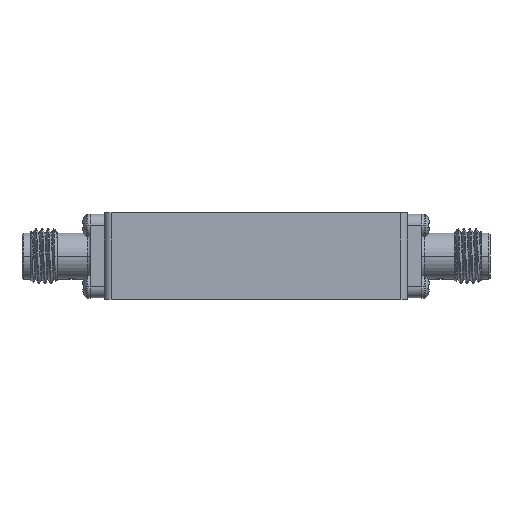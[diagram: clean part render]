
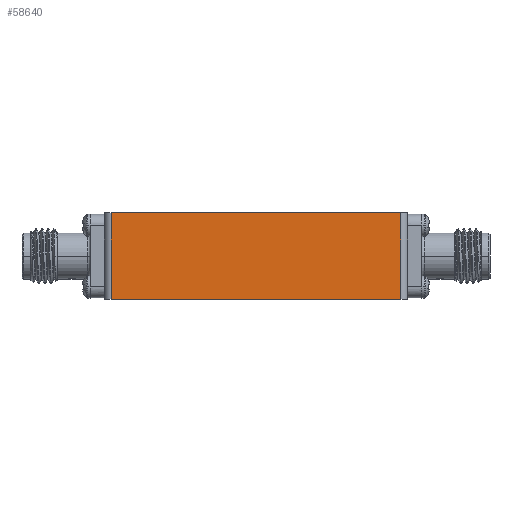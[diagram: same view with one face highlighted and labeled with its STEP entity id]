
A CAD part, left-side view. The second image highlights one B-rep face of the part: STEP entity #58640.
In plain terms, the highlighted planar face has unit normal (-1, 0, 0).
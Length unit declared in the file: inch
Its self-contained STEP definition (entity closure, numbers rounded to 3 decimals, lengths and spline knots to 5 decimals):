
#1053 = ORIENTED_EDGE ( 'NONE', *, *, #43770, .F. ) ;
#1701 = CARTESIAN_POINT ( 'NONE',  ( -1.02362, -0.68898, 0.19685 ) ) ;
#2354 = VECTOR ( 'NONE', #25598, 39.37008 ) ;
#5459 = VERTEX_POINT ( 'NONE', #25123 ) ;
#8357 = CARTESIAN_POINT ( 'NONE',  ( -1.02362, -0.68898, -0.19685 ) ) ;
#8424 = VECTOR ( 'NONE', #12986, 39.37008 ) ;
#8860 = VECTOR ( 'NONE', #57327, 39.37008 ) ;
#9659 = EDGE_LOOP ( 'NONE', ( #51436, #39737, #1053, #17754 ) ) ;
#12986 = DIRECTION ( 'NONE',  ( 0., -1., 0. ) ) ;
#15310 = CARTESIAN_POINT ( 'NONE',  ( -1.02362, 0.65898, -0.19685 ) ) ;
#15380 = LINE ( 'NONE', #43064, #8860 ) ;
#15436 = EDGE_CURVE ( 'NONE', #50524, #5459, #31655, .T. ) ;
#15670 = LINE ( 'NONE', #1701, #2354 ) ;
#16758 = CARTESIAN_POINT ( 'NONE',  ( -1.02362, 0.65898, 0.19685 ) ) ;
#17754 = ORIENTED_EDGE ( 'NONE', *, *, #33821, .T. ) ;
#18887 = VECTOR ( 'NONE', #60315, 39.37008 ) ;
#25123 = CARTESIAN_POINT ( 'NONE',  ( -1.02362, -0.65898, -0.19685 ) ) ;
#25598 = DIRECTION ( 'NONE',  ( 0., -1., 0. ) ) ;
#28138 = VERTEX_POINT ( 'NONE', #16758 ) ;
#31076 = FACE_OUTER_BOUND ( 'NONE', #9659, .T. ) ;
#31655 = LINE ( 'NONE', #8357, #8424 ) ;
#33821 = EDGE_CURVE ( 'NONE', #28138, #50524, #56275, .T. ) ;
#35178 = VERTEX_POINT ( 'NONE', #47895 ) ;
#39737 = ORIENTED_EDGE ( 'NONE', *, *, #50192, .T. ) ;
#43064 = CARTESIAN_POINT ( 'NONE',  ( -1.02362, -0.65898, 0.19685 ) ) ;
#43770 = EDGE_CURVE ( 'NONE', #28138, #35178, #15670, .T. ) ;
#44761 = CARTESIAN_POINT ( 'NONE',  ( -1.02362, -0.68898, 0.19685 ) ) ;
#47895 = CARTESIAN_POINT ( 'NONE',  ( -1.02362, -0.65898, 0.19685 ) ) ;
#48870 = AXIS2_PLACEMENT_3D ( 'NONE', #44761, #50024, #54998 ) ;
#50024 = DIRECTION ( 'NONE',  ( 1., 0., 0. ) ) ;
#50192 = EDGE_CURVE ( 'NONE', #5459, #35178, #15380, .T. ) ;
#50524 = VERTEX_POINT ( 'NONE', #15310 ) ;
#51436 = ORIENTED_EDGE ( 'NONE', *, *, #15436, .T. ) ;
#54998 = DIRECTION ( 'NONE',  ( 0., 0., -1. ) ) ;
#55660 = CARTESIAN_POINT ( 'NONE',  ( -1.02362, 0.65898, 0.19685 ) ) ;
#56275 = LINE ( 'NONE', #55660, #18887 ) ;
#57327 = DIRECTION ( 'NONE',  ( 0., 0., 1. ) ) ;
#58640 = ADVANCED_FACE ( 'NONE', ( #31076 ), #59325, .F. ) ;
#59325 = PLANE ( 'NONE',  #48870 ) ;
#60315 = DIRECTION ( 'NONE',  ( 0., 0., -1. ) ) ;
